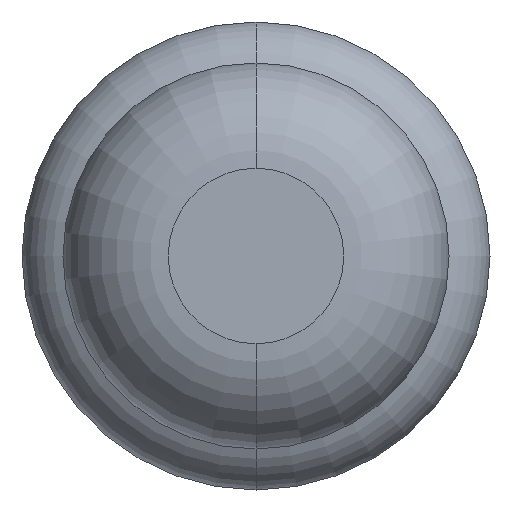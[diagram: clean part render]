
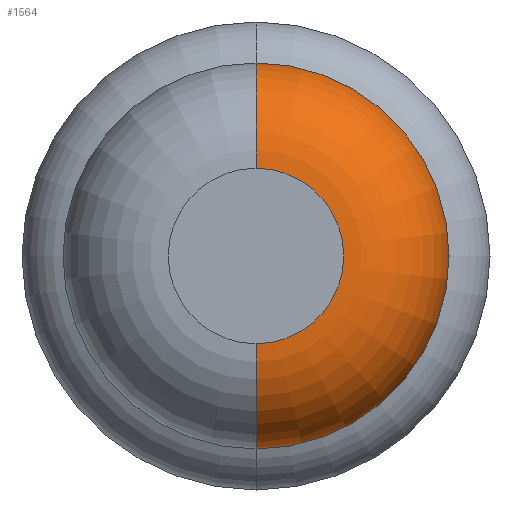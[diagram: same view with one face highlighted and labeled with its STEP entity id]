
A CAD part, front view. The second image highlights one B-rep face of the part: STEP entity #1564.
In plain terms, the highlighted toroidal (fillet/blend) face has major radius 0.375 mm and minor radius 0.45 mm.
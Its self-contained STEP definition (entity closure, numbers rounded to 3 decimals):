
#218 = EDGE_CURVE ( 'Defeature ausgef�hrt1_8+Defeature ausgef�hrt1_7+Defeature ausgef�hrt1_7+Defeature ausgef�hrt1_7', #4405, #4806, #2978, .T. ) ;
#435 = EDGE_CURVE ( 'Defeature ausgef�hrt1_9+Defeature ausgef�hrt1_8+Defeature ausgef�hrt1_8+Defeature ausgef�hrt1_8', #3860, #857, #2675, .T. ) ;
#500 = CARTESIAN_POINT ( 'NONE',  ( 0., -25.55, 0. ) ) ;
#526 = TOROIDAL_SURFACE ( 'NONE', #1197, 0.375, 0.45 ) ;
#539 = DIRECTION ( 'NONE',  ( 0., 0., 1. ) ) ;
#618 = DIRECTION ( 'NONE',  ( 0., 0., 1. ) ) ;
#710 = AXIS2_PLACEMENT_3D ( 'NONE', #3343, #4894, #3691 ) ;
#806 = CIRCLE ( 'NONE', #710, 0.45 ) ;
#857 = VERTEX_POINT ( 'NONE', #4852 ) ;
#878 = DIRECTION ( 'NONE',  ( 0., 1., 0. ) ) ;
#907 = DIRECTION ( 'NONE',  ( 0., 0., 1. ) ) ;
#962 = CARTESIAN_POINT ( 'NONE',  ( 0., -25.55, 0.375 ) ) ;
#969 = CARTESIAN_POINT ( 'NONE',  ( 0., -26., 0. ) ) ;
#1197 = AXIS2_PLACEMENT_3D ( 'NONE', #3159, #3141, #907 ) ;
#1390 = EDGE_CURVE ( 'NONE', #4806, #857, #806, .T. ) ;
#1395 = CIRCLE ( 'NONE', #4610, 0.45 ) ;
#1562 = CARTESIAN_POINT ( 'NONE',  ( 0., -26., -0.375 ) ) ;
#1564 = ADVANCED_FACE ( 'Defeature ausgef�hrt1_8', ( #3756 ), #526, .T. ) ;
#1655 = CARTESIAN_POINT ( 'NONE',  ( 0., -26., 0.375 ) ) ;
#1719 = AXIS2_PLACEMENT_3D ( 'NONE', #969, #3645, #618 ) ;
#1877 = ORIENTED_EDGE ( 'NONE', *, *, #3938, .F. ) ;
#1901 = ORIENTED_EDGE ( 'NONE', *, *, #218, .T. ) ;
#2022 = CARTESIAN_POINT ( 'NONE',  ( 0., -25.55, 0.825 ) ) ;
#2093 = DIRECTION ( 'NONE',  ( 0., 0., 1. ) ) ;
#2675 = CIRCLE ( 'NONE', #2690, 0.825 ) ;
#2690 = AXIS2_PLACEMENT_3D ( 'NONE', #500, #878, #539 ) ;
#2978 = CIRCLE ( 'NONE', #1719, 0.375 ) ;
#3139 = ORIENTED_EDGE ( 'NONE', *, *, #1390, .T. ) ;
#3141 = DIRECTION ( 'NONE',  ( 0., 1., 0. ) ) ;
#3159 = CARTESIAN_POINT ( 'NONE',  ( 0., -25.55, 0. ) ) ;
#3343 = CARTESIAN_POINT ( 'NONE',  ( 0., -25.55, -0.375 ) ) ;
#3362 = EDGE_LOOP ( 'NONE', ( #1901, #3139, #4893, #1877 ) ) ;
#3645 = DIRECTION ( 'NONE',  ( 0., 1., 0. ) ) ;
#3691 = DIRECTION ( 'NONE',  ( 0., 0., -1. ) ) ;
#3756 = FACE_OUTER_BOUND ( 'NONE', #3362, .T. ) ;
#3860 = VERTEX_POINT ( 'NONE', #2022 ) ;
#3938 = EDGE_CURVE ( 'NONE', #4405, #3860, #1395, .T. ) ;
#4382 = DIRECTION ( 'NONE',  ( -1., 0., 0. ) ) ;
#4405 = VERTEX_POINT ( 'NONE', #1655 ) ;
#4610 = AXIS2_PLACEMENT_3D ( 'NONE', #962, #4382, #2093 ) ;
#4806 = VERTEX_POINT ( 'NONE', #1562 ) ;
#4852 = CARTESIAN_POINT ( 'NONE',  ( 0., -25.55, -0.825 ) ) ;
#4893 = ORIENTED_EDGE ( 'NONE', *, *, #435, .F. ) ;
#4894 = DIRECTION ( 'NONE',  ( 1., 0., 0. ) ) ;
